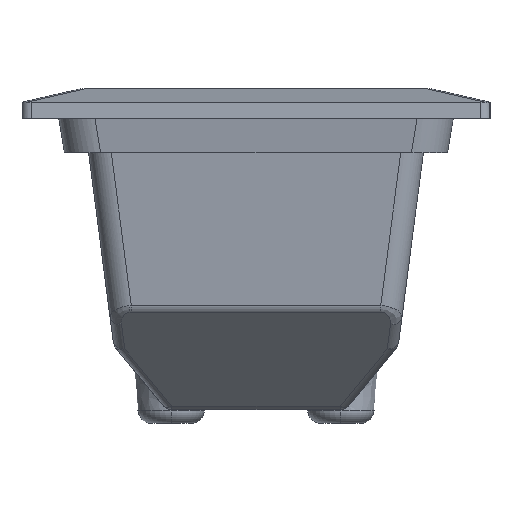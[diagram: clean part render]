
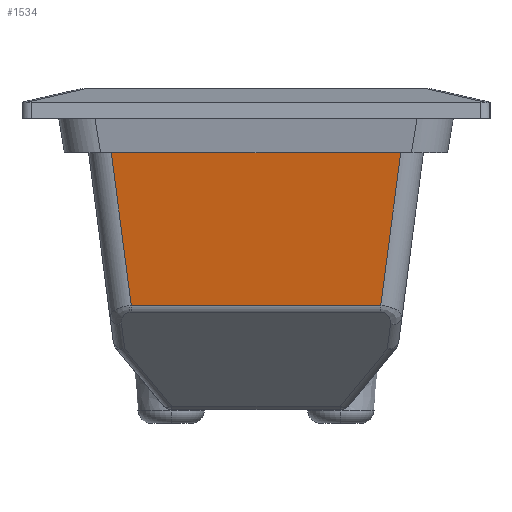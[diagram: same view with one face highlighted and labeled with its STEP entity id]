
A CAD part, left-side view. The second image highlights one B-rep face of the part: STEP entity #1534.
In plain terms, the highlighted planar face has unit normal (-0.992, 0, -0.13).
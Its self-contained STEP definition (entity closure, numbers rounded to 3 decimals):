
#194 = VERTEX_POINT ( 'NONE', #2609 ) ;
#493 = VECTOR ( 'NONE', #1323, 1000. ) ;
#515 = EDGE_LOOP ( 'NONE', ( #2834, #2563, #4746, #812 ) ) ;
#607 = DIRECTION ( 'NONE',  ( 0., -1., 0. ) ) ;
#788 = VECTOR ( 'NONE', #3962, 1000. ) ;
#801 = VERTEX_POINT ( 'NONE', #864 ) ;
#809 = VECTOR ( 'NONE', #2929, 1000. ) ;
#812 = ORIENTED_EDGE ( 'NONE', *, *, #1504, .T. ) ;
#864 = CARTESIAN_POINT ( 'NONE',  ( -96.644, 27.186, -47.265 ) ) ;
#1039 = CARTESIAN_POINT ( 'NONE',  ( -101.082, -31.625, -13.372 ) ) ;
#1323 = DIRECTION ( 'NONE',  ( 0.129, -0.129, -0.983 ) ) ;
#1504 = EDGE_CURVE ( 'NONE', #3044, #194, #5237, .T. ) ;
#1534 = ADVANCED_FACE ( 'NONE', ( #3162 ), #4827, .T. ) ;
#1669 = DIRECTION ( 'NONE',  ( -0.992, 0., -0.13 ) ) ;
#1951 = CARTESIAN_POINT ( 'NONE',  ( -101., 36.5, -14. ) ) ;
#2030 = VECTOR ( 'NONE', #607, 1000. ) ;
#2131 = VERTEX_POINT ( 'NONE', #2916 ) ;
#2149 = CARTESIAN_POINT ( 'NONE',  ( -96.613, 27.155, -47.5 ) ) ;
#2563 = ORIENTED_EDGE ( 'NONE', *, *, #4241, .T. ) ;
#2609 = CARTESIAN_POINT ( 'NONE',  ( -101., 31.542, -14. ) ) ;
#2730 = DIRECTION ( 'NONE',  ( -0.13, 0., 0.992 ) ) ;
#2834 = ORIENTED_EDGE ( 'NONE', *, *, #3220, .T. ) ;
#2856 = AXIS2_PLACEMENT_3D ( 'NONE', #4574, #1669, #2730 ) ;
#2916 = CARTESIAN_POINT ( 'NONE',  ( -96.644, -27.186, -47.265 ) ) ;
#2929 = DIRECTION ( 'NONE',  ( 0., 1., 0. ) ) ;
#3005 = LINE ( 'NONE', #3109, #2030 ) ;
#3044 = VERTEX_POINT ( 'NONE', #4149 ) ;
#3109 = CARTESIAN_POINT ( 'NONE',  ( -96.644, -27.073, -47.265 ) ) ;
#3162 = FACE_OUTER_BOUND ( 'NONE', #515, .T. ) ;
#3220 = EDGE_CURVE ( 'NONE', #194, #801, #5038, .T. ) ;
#3962 = DIRECTION ( 'NONE',  ( -0.129, -0.129, 0.983 ) ) ;
#3990 = LINE ( 'NONE', #1039, #788 ) ;
#4149 = CARTESIAN_POINT ( 'NONE',  ( -101., -31.542, -14. ) ) ;
#4241 = EDGE_CURVE ( 'NONE', #801, #2131, #3005, .T. ) ;
#4574 = CARTESIAN_POINT ( 'NONE',  ( -101., 36.5, -14. ) ) ;
#4692 = EDGE_CURVE ( 'NONE', #2131, #3044, #3990, .T. ) ;
#4746 = ORIENTED_EDGE ( 'NONE', *, *, #4692, .T. ) ;
#4827 = PLANE ( 'NONE',  #2856 ) ;
#5038 = LINE ( 'NONE', #2149, #493 ) ;
#5237 = LINE ( 'NONE', #1951, #809 ) ;
